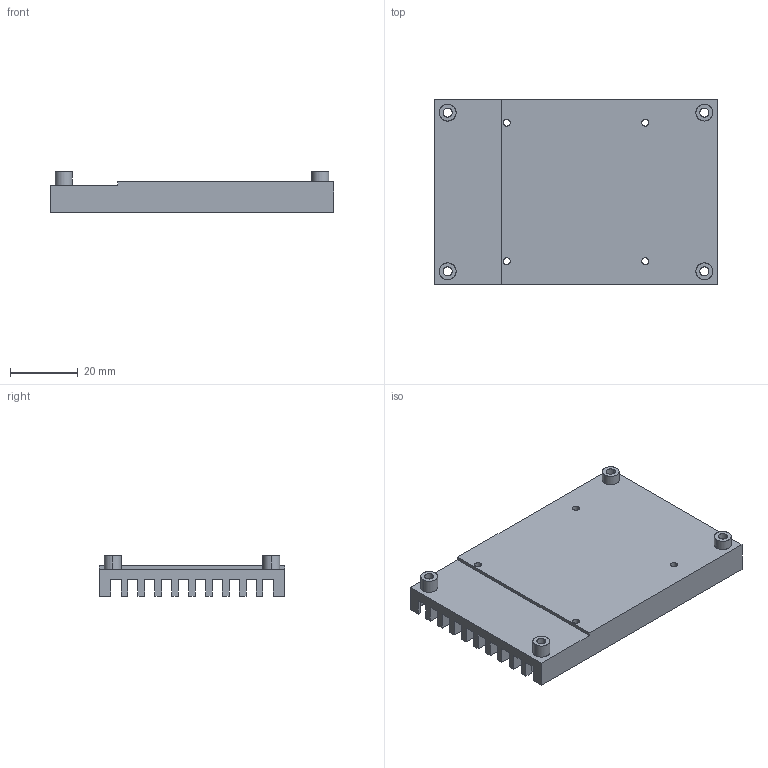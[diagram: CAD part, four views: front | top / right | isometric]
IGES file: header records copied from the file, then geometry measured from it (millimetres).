
Start section: SolidWorks IGES file using analytic representation for surfaces
Global section: file name: 25BBACD0-89E8-48C8-9730-9C346296C83D.IGS; native system: SolidWorks 2010; preprocessor: SolidWorks 2010; author: partstream; date: 100713.035039; units: millimetre
Bounding box: 84 x 55 x 12 mm (x, y, z)
Surface area: 20205 mm2 (no closed solid volume)
Topology: 0 solids, 0 shells, 114 faces, 1564 edges, 1564 vertices
Faces by surface type: bspline 70, revolution 44
